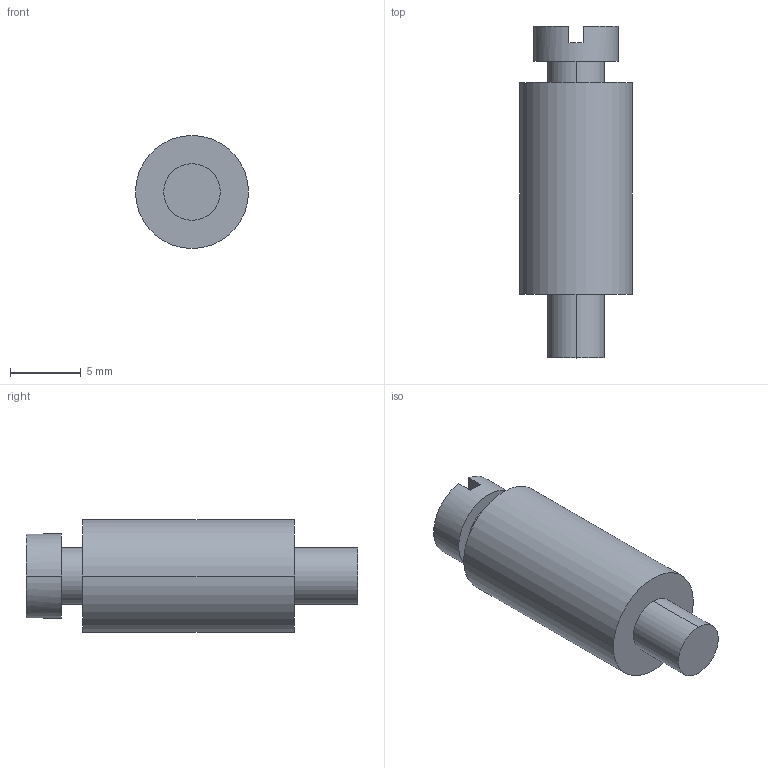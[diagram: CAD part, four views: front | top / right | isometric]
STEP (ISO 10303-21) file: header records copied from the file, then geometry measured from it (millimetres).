
FILE_DESCRIPTION((''),'2;1');
FILE_NAME('CPM53_ASM','2022-09-21T13:27:47',('klemen.sitar'),('Audax d.o.o.'),'CREO PARAMETRIC BY PTC INC, 2021304','CREO PARAMETRIC BY PTC INC, 2021304','');
FILE_SCHEMA(('AP242_MANAGED_MODEL_BASED_3D_ENGINEERING_MIM_LF { 1 0 10303 442 1 1 4 }'));
Length unit declared in the file: millimetre
Products named in the file (2): CPM53-4160; CPM53_ASM
Assembly tree (1 placements, depth 2):
  CPM53_ASM
    CPM53-4160
Bounding box: 8 x 23.5 x 8 mm (x, y, z)
Volume: 892.9 mm3; surface area: 643.2 mm2
Topology: 1 solids, 1 shells, 17 faces, 36 edges, 24 vertices
Faces by surface type: plane 9, cylinder 8
Entity records: 893 total; most frequent: DIRECTION 98, CARTESIAN_POINT 85, ORIENTED_EDGE 72, PRESENTATION_STYLE_ASSIGNMENT 56, STYLED_ITEM 56, AXIS2_PLACEMENT_3D 41, CURVE_STYLE 38, EDGE_CURVE 36
